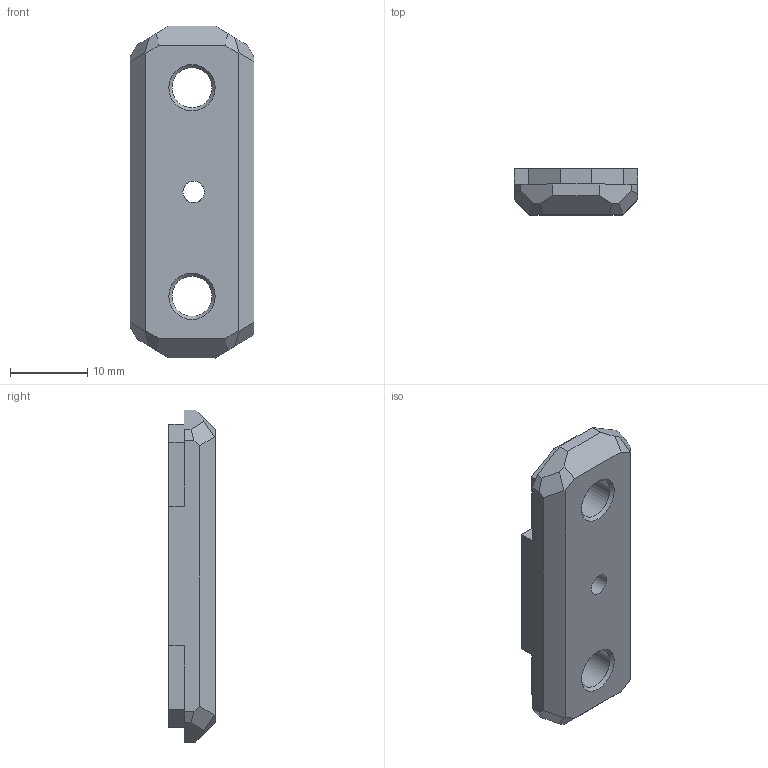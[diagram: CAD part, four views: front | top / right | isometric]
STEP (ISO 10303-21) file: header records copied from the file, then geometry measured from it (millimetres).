
FILE_DESCRIPTION(/* description */ (''),/* implementation_level */ '2;1');
FILE_NAME(/* name */ 'BFI Gearz Trident Front Cover 2X.step',/* time_stamp */ '2023-12-16T14:36:02-08:00',/* author */ (''),/* organization */ (''),/* preprocessor_version */ 'ST-DEVELOPER v20',/* originating_system */ 'Autodesk Translation Framework v12.14.0.127',/* authorisation */ '');
FILE_SCHEMA (('AUTOMOTIVE_DESIGN { 1 0 10303 214 3 1 1 }'));
Length unit declared in the file: millimetre
Products named in the file (1): BFI Gearz Trident Front Cover
Bounding box: 16 x 6 x 43 mm (x, y, z)
Volume: 3039 mm3; surface area: 1983.3 mm2
Topology: 1 solids, 1 shells, 49 faces, 139 edges, 93 vertices
Faces by surface type: plane 43, cylinder 4, cone 2
Full cylindrical faces by diameter (mm): 2.8 x1, 5.2 x2
Entity records: 1654 total; most frequent: CARTESIAN_POINT 316, ORIENTED_EDGE 278, DIRECTION 248, EDGE_CURVE 139, LINE 126, VECTOR 126, VERTEX_POINT 93, AXIS2_PLACEMENT_3D 61
